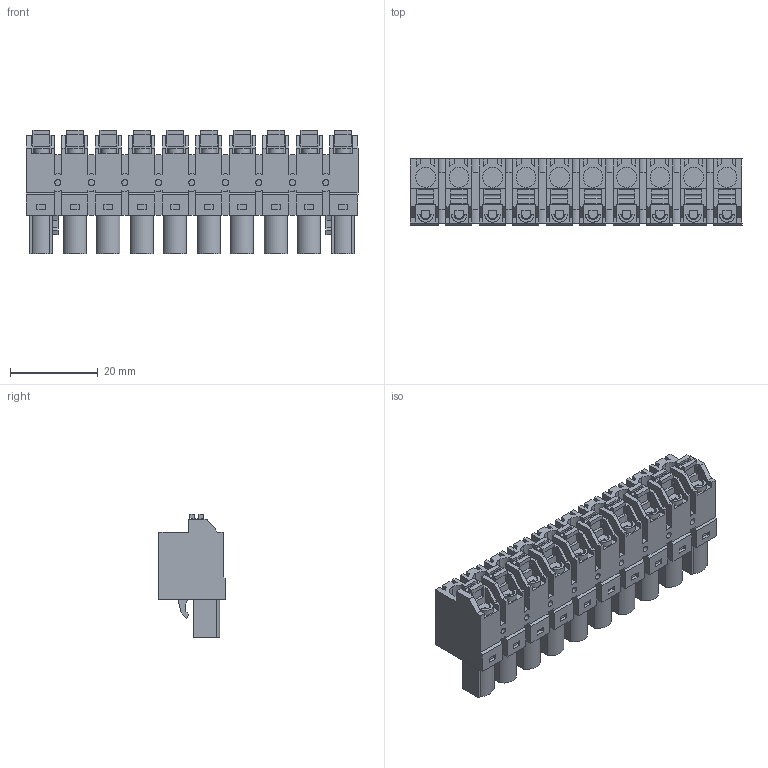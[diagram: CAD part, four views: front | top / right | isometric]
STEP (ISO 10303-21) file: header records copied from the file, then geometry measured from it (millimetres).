
FILE_DESCRIPTION(('CATIA V5 STEP Exchange','CAx-IF Rec.Pracs.--- Model Styling and Organization---1.2---2011-12-15'),'2;1');
FILE_NAME ('D1449900_0_1230230000_1230230000.stp','2017-04-08T12:34:48+00:00',('none'),('Weidmueller'),'CATIA Version 5-6 Release 2014','CATIA V5 STEP AP214','none');
FILE_SCHEMA(('AUTOMOTIVE_DESIGN { 1 0 10303 214 1 1 1 1 }'));
Length unit declared in the file: millimetre
Products named in the file (1): 1230230000
Bounding box: 75.52 x 15.05 x 28.07 mm (x, y, z)
Volume: 17550.1 mm3; surface area: 11600.9 mm2
Topology: 11 solids, 11 shells, 994 faces, 2826 edges, 1944 vertices
Faces by surface type: plane 792, cylinder 193, extrusion 9
Entity records: 31190 total; most frequent: CARTESIAN_POINT 6703, ORIENTED_EDGE 5652, DIRECTION 3997, EDGE_CURVE 2826, VECTOR 2287, LINE 2278, VERTEX_POINT 1944, EDGE_LOOP 1084
